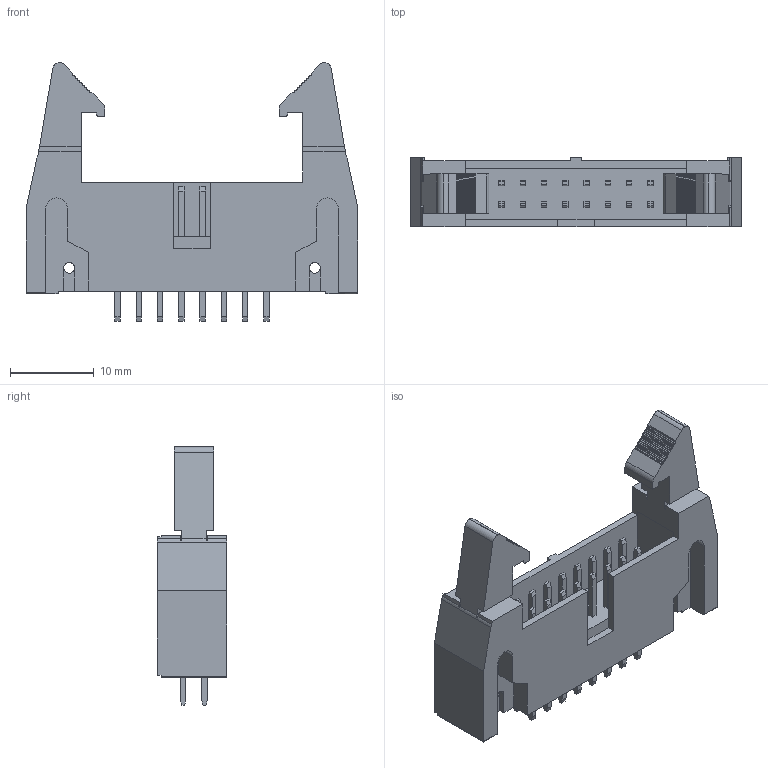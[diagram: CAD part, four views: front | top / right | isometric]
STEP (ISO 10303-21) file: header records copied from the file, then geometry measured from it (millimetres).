
FILE_DESCRIPTION(('STEP AP242'),'1');
FILE_NAME('header_awh16g-0232-t.stp','2020-09-07T08:51:18',('TraceParts'),('TraceParts S.A.'),'Spatial InterOp 3D',' ',' ');
FILE_SCHEMA(('AP242_MANAGED_MODEL_BASED_3D_ENGINEERING_MIM_LF {1 0 10303 442 1 1 4}'));
Length unit declared in the file: millimetre
Products named in the file (1): header_awh16g-0232-t
Bounding box: 39.52 x 8.3 x 30.9 mm (x, y, z)
Volume: 3587 mm3; surface area: 3448.8 mm2
Topology: 1 solids, 1 shells, 413 faces, 1131 edges, 750 vertices
Faces by surface type: plane 355, cylinder 58
Entity records: 16235 total; most frequent: CARTESIAN_POINT 2295, ORIENTED_EDGE 2262, DIRECTION 2077, EDGE_CURVE 1131, LINE 1013, VECTOR 1013, VERTEX_POINT 750, AXIS2_PLACEMENT_3D 532
